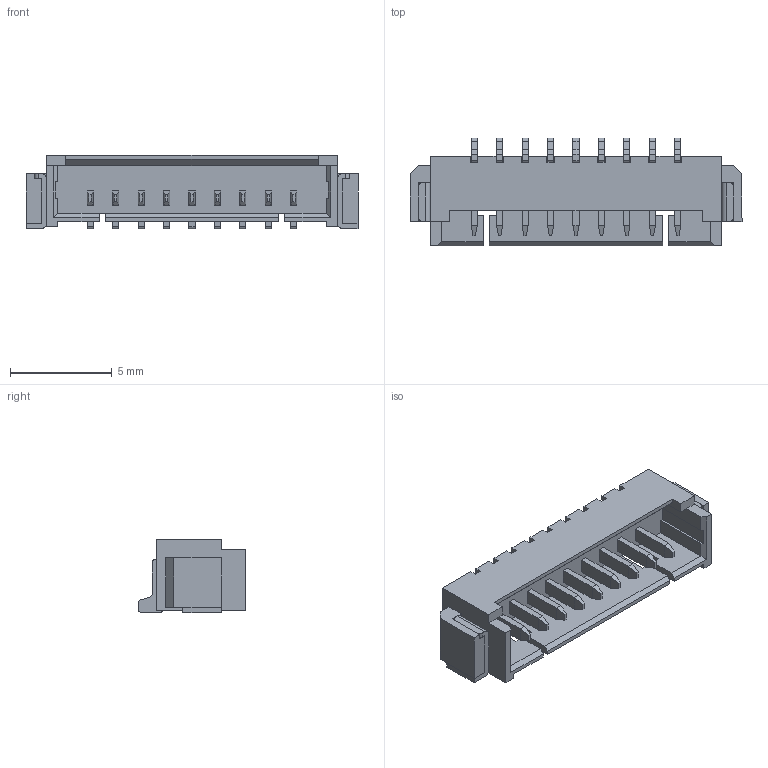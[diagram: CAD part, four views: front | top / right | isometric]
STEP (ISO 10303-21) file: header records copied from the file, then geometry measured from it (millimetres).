
FILE_DESCRIPTION (( 'STEP AP214' ), '1' );
FILE_NAME ('CONN-SMD_9P-P1.25_HCTL_HC-1.25-9PWT.step', '2022-07-29T14:50:22', ( '' ), ( '' ), 'SwSTEP 2.0', 'SolidWorks 2020', '' );
FILE_SCHEMA (( 'AUTOMOTIVE_DESIGN' ));
Length unit declared in the file: millimetre
Products named in the file (1): CONN-SMD_9P-P1.25_HCTL_HC-1.25-9PWT
Bounding box: 16.3 x 5.3 x 3.6 mm (x, y, z)
Volume: 116.3 mm3; surface area: 460.7 mm2
Topology: 16 solids, 16 shells, 637 faces, 1699 edges, 1112 vertices
Faces by surface type: plane 463, bspline 112, cylinder 62
Entity records: 27326 total; most frequent: CARTESIAN_POINT 5553, ORIENTED_EDGE 3398, DIRECTION 2647, EDGE_CURVE 1699, LINE 1347, VECTOR 1347, VERTEX_POINT 1112, EDGE_LOOP 667
